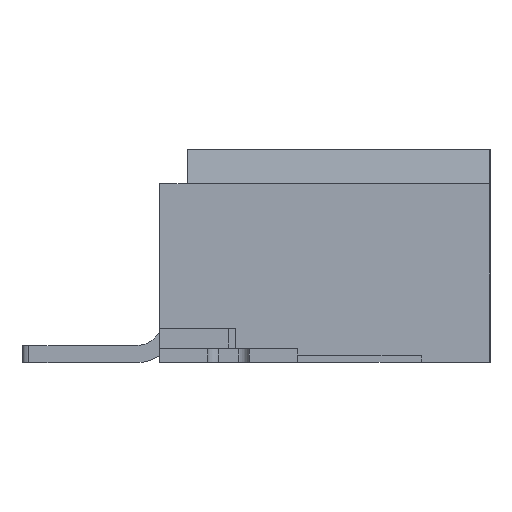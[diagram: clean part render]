
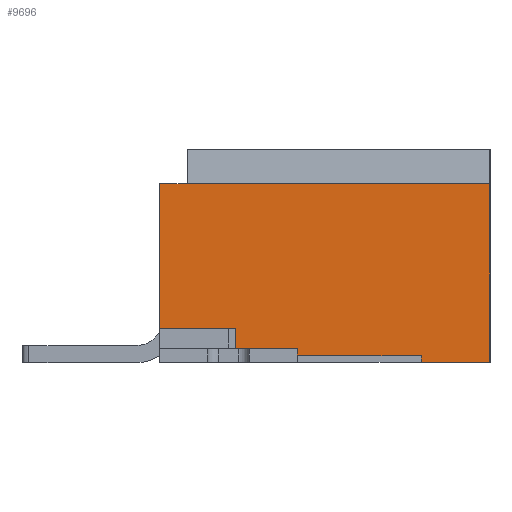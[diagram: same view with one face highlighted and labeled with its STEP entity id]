
A CAD part, left-side view. The second image highlights one B-rep face of the part: STEP entity #9696.
In plain terms, the highlighted planar face has unit normal (-1, 0, 0).
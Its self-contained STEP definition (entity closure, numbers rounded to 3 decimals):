
#1206=ORIENTED_EDGE('',*,*,#3827,.F.);
#1207=ORIENTED_EDGE('',*,*,#3828,.T.);
#1208=ORIENTED_EDGE('',*,*,#3829,.T.);
#1209=ORIENTED_EDGE('',*,*,#3830,.T.);
#1210=ORIENTED_EDGE('',*,*,#3831,.F.);
#1211=ORIENTED_EDGE('',*,*,#3832,.F.);
#1212=ORIENTED_EDGE('',*,*,#3833,.T.);
#1213=ORIENTED_EDGE('',*,*,#3834,.T.);
#1214=ORIENTED_EDGE('',*,*,#3835,.T.);
#3827=EDGE_CURVE('',#5108,#5109,#6170,.T.);
#3828=EDGE_CURVE('',#5108,#5110,#6171,.T.);
#3829=EDGE_CURVE('',#5110,#5111,#6172,.T.);
#3830=EDGE_CURVE('',#5111,#5112,#6173,.T.);
#3831=EDGE_CURVE('',#5113,#5112,#6174,.T.);
#3832=EDGE_CURVE('',#5114,#5113,#6175,.T.);
#3833=EDGE_CURVE('',#5114,#4681,#6176,.T.);
#3834=EDGE_CURVE('',#4681,#5115,#6177,.T.);
#3835=EDGE_CURVE('',#5115,#5109,#6178,.T.);
#4681=VERTEX_POINT('',#13513);
#5108=VERTEX_POINT('',#14638);
#5109=VERTEX_POINT('',#14639);
#5110=VERTEX_POINT('',#14641);
#5111=VERTEX_POINT('',#14643);
#5112=VERTEX_POINT('',#14645);
#5113=VERTEX_POINT('',#14647);
#5114=VERTEX_POINT('',#14649);
#5115=VERTEX_POINT('',#14652);
#6170=LINE('',#14637,#7518);
#6171=LINE('',#14640,#7519);
#6172=LINE('',#14642,#7520);
#6173=LINE('',#14644,#7521);
#6174=LINE('',#14646,#7522);
#6175=LINE('',#14648,#7523);
#6176=LINE('',#14650,#7524);
#6177=LINE('',#14651,#7525);
#6178=LINE('',#14653,#7526);
#7518=VECTOR('',#11693,1000.);
#7519=VECTOR('',#11694,1000.);
#7520=VECTOR('',#11695,1000.);
#7521=VECTOR('',#11696,1000.);
#7522=VECTOR('',#11697,1000.);
#7523=VECTOR('',#11698,1000.);
#7524=VECTOR('',#11699,1000.);
#7525=VECTOR('',#11700,1000.);
#7526=VECTOR('',#11701,1000.);
#8291=EDGE_LOOP('',(#1206,#1207,#1208,#1209,#1210,#1211,#1212,#1213,#1214));
#8774=FACE_BOUND('',#8291,.T.);
#9242=PLANE('',#10259);
#9696=ADVANCED_FACE('',(#8774),#9242,.F.);
#10259=AXIS2_PLACEMENT_3D('',#14636,#11691,#11692);
#11691=DIRECTION('',(1.,0.,0.));
#11692=DIRECTION('',(0.,0.,-1.));
#11693=DIRECTION('',(0.,1.,0.));
#11694=DIRECTION('',(0.,0.,-1.));
#11695=DIRECTION('',(0.,-1.,0.));
#11696=DIRECTION('',(0.,0.,-1.));
#11697=DIRECTION('',(0.,1.,0.));
#11698=DIRECTION('',(0.,0.,-1.));
#11699=DIRECTION('',(0.,1.,0.));
#11700=DIRECTION('',(0.,1.,0.));
#11701=DIRECTION('',(0.,0.,-1.));
#13513=CARTESIAN_POINT('',(-8.9,2.,1.05));
#14636=CARTESIAN_POINT('',(-8.9,-2.4,1.05));
#14637=CARTESIAN_POINT('',(-8.9,1.3,-1.05));
#14638=CARTESIAN_POINT('',(-8.9,1.3,-1.05));
#14639=CARTESIAN_POINT('',(-8.9,2.4,-1.05));
#14640=CARTESIAN_POINT('',(-8.9,1.3,-1.05));
#14641=CARTESIAN_POINT('',(-8.9,1.3,-1.45));
#14642=CARTESIAN_POINT('',(-8.9,2.4,-1.45));
#14643=CARTESIAN_POINT('',(-8.9,-1.4,-1.45));
#14644=CARTESIAN_POINT('',(-8.9,-1.4,-1.45));
#14645=CARTESIAN_POINT('',(-8.9,-1.4,-1.55));
#14646=CARTESIAN_POINT('',(-8.9,-2.4,-1.55));
#14647=CARTESIAN_POINT('',(-8.9,-2.4,-1.55));
#14648=CARTESIAN_POINT('',(-8.9,-2.4,1.05));
#14649=CARTESIAN_POINT('',(-8.9,-2.4,1.05));
#14650=CARTESIAN_POINT('',(-8.9,-2.4,1.05));
#14651=CARTESIAN_POINT('',(-8.9,2.,1.05));
#14652=CARTESIAN_POINT('',(-8.9,2.4,1.05));
#14653=CARTESIAN_POINT('',(-8.9,2.4,1.05));
